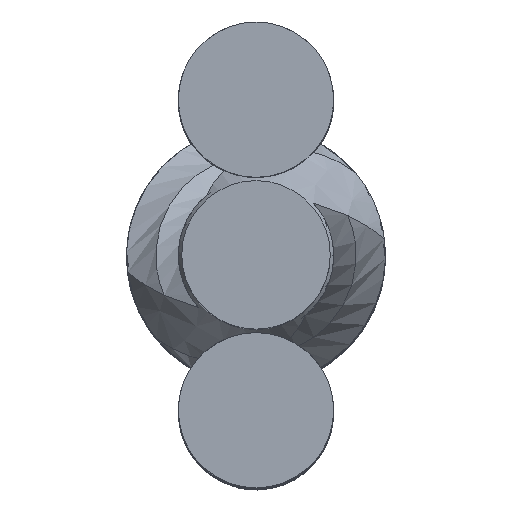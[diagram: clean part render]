
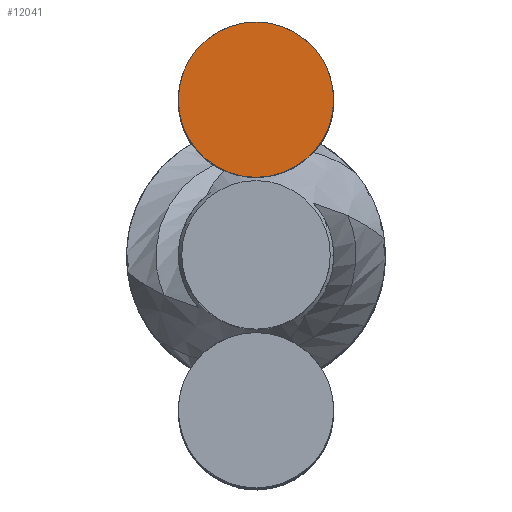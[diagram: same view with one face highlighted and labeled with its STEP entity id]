
A CAD part, top view. The second image highlights one B-rep face of the part: STEP entity #12041.
In plain terms, the highlighted planar face has unit normal (0, 0, 1).
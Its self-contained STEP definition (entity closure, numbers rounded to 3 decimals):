
#6189 = CYLINDRICAL_SURFACE('',#6190,23.);
#6190 = AXIS2_PLACEMENT_3D('',#6191,#6192,#6193);
#6191 = CARTESIAN_POINT('',(0.,0.,340.741));
#6192 = DIRECTION('',(-0.,-0.,-1.));
#6193 = DIRECTION('',(1.,0.,0.));
#7300 = VERTEX_POINT('',#7301);
#7301 = CARTESIAN_POINT('',(23.,0.,380.741));
#7322 = EDGE_CURVE('',#7300,#7300,#7323,.T.);
#7323 = SURFACE_CURVE('',#7324,(#7329,#7336),.PCURVE_S1.);
#7324 = CIRCLE('',#7325,23.);
#7325 = AXIS2_PLACEMENT_3D('',#7326,#7327,#7328);
#7326 = CARTESIAN_POINT('',(0.,0.,380.741));
#7327 = DIRECTION('',(0.,0.,1.));
#7328 = DIRECTION('',(1.,0.,-0.));
#7329 = PCURVE('',#6189,#7330);
#7330 = DEFINITIONAL_REPRESENTATION('',(#7331),#7335);
#7331 = LINE('',#7332,#7333);
#7332 = CARTESIAN_POINT('',(6.283,-40.));
#7333 = VECTOR('',#7334,1.);
#7334 = DIRECTION('',(-1.,0.));
#7335 = ( GEOMETRIC_REPRESENTATION_CONTEXT(2) 
PARAMETRIC_REPRESENTATION_CONTEXT() REPRESENTATION_CONTEXT('2D SPACE',''
  ) );
#7336 = PCURVE('',#7337,#7342);
#7337 = PLANE('',#7338);
#7338 = AXIS2_PLACEMENT_3D('',#7339,#7340,#7341);
#7339 = CARTESIAN_POINT('',(0.,0.,
    380.741));
#7340 = DIRECTION('',(0.,0.,1.));
#7341 = DIRECTION('',(1.,0.,-0.));
#7342 = DEFINITIONAL_REPRESENTATION('',(#7343),#7347);
#7343 = CIRCLE('',#7344,23.);
#7344 = AXIS2_PLACEMENT_2D('',#7345,#7346);
#7345 = CARTESIAN_POINT('',(0.,0.));
#7346 = DIRECTION('',(1.,0.));
#7347 = ( GEOMETRIC_REPRESENTATION_CONTEXT(2) 
PARAMETRIC_REPRESENTATION_CONTEXT() REPRESENTATION_CONTEXT('2D SPACE',''
  ) );
#12041 = ADVANCED_FACE('',(#12042),#7337,.T.);
#12042 = FACE_BOUND('',#12043,.T.);
#12043 = EDGE_LOOP('',(#12044));
#12044 = ORIENTED_EDGE('',*,*,#7322,.T.);
